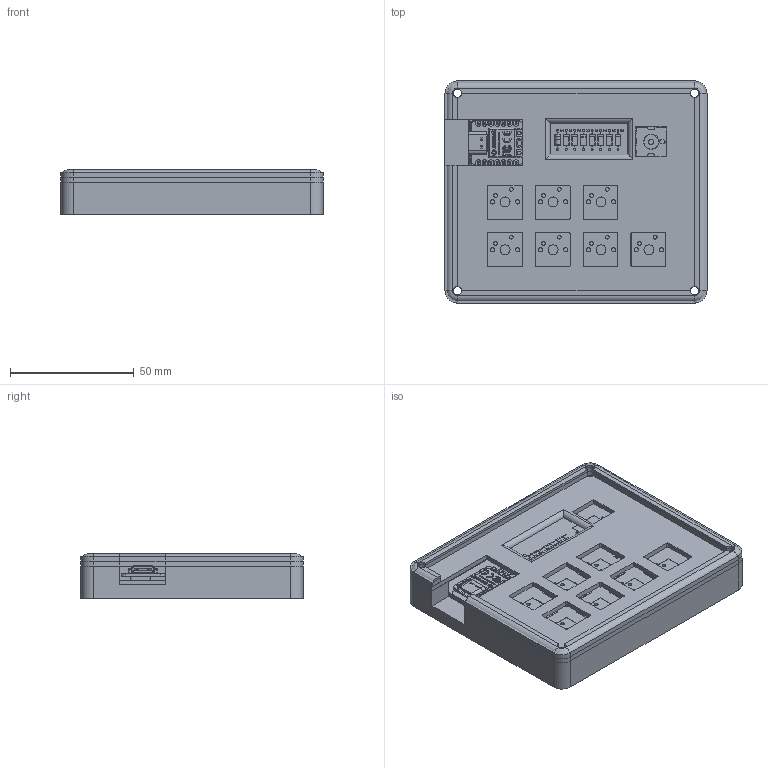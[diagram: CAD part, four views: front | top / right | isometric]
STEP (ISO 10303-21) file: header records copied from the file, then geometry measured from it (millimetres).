
FILE_DESCRIPTION(/* description */ (''),/* implementation_level */ '2;1');
FILE_NAME(/* name */ '31dafb8a-58ea-4d68-bca1-6fcf43a42aad.stp',/* time_stamp */ '2026-01-29T18:37:58Z',/* author */ (''),/* organization */ (''),/* preprocessor_version */ 'ST-DEVELOPER v20.1',/* originating_system */ 'Autodesk Translation Framework v14.24.0.0',/* authorisation */ '');
FILE_SCHEMA (('AUTOMOTIVE_DESIGN { 1 0 10303 214 3 1 1 }'));
Products named in the file (21): 2026-01-27-19-23-03-227; 2026-01-27-15-27-34-169; schema_2 1; Seeed+Studio+XIAO+RP2040; main; type-c v2; smd_button v3; SK6805-2.4x2.7 v1; Shell; DOUT; DIN; VSS; VDD; smd_button v3(Mirror); COMPOUND; COMPOUND_1; D_DO-35_SOD27_P7.62mm_Horizontal; Schematic_PCB; Schematic_new 1; Schematic_silkscreen; top plate
Assembly tree (20 placements, depth 6):
  2026-01-27-19-23-03-227
    2026-01-27-15-27-34-169
    schema_2 1
      Seeed+Studio+XIAO+RP2040
        main
          type-c v2
          smd_button v3
          SK6805-2.4x2.7 v1
            Shell
            DOUT
            DIN
            VSS
            VDD
          smd_button v3(Mirror)
          COMPOUND
        COMPOUND_1
      D_DO-35_SOD27_P7.62mm_Horizontal
      Schematic_PCB
    Schematic_new 1
      Schematic_silkscreen
    top plate
Bounding box: 105.72 x 89.64 x 18 mm (x, y, z)
Volume: 90855 mm3; surface area: 68159.8 mm2
Topology: 90 solids, 178 shells, 1892 faces, 6352 edges, 4744 vertices
Faces by surface type: plane 1122, bspline 401, cylinder 337, torus 16, sphere 10, cone 6
Full cylindrical faces by diameter (mm): 0.4 x1, 0.5 x5, 0.8 x30, 0.889 x14, 1 x5, 1.5 x16, 1.7 x14, 2 x3, 2.02 x1, 2.1 x1, 3.4 x8, 4 x7, 6 x4
Entity records: 73972 total; most frequent: CARTESIAN_POINT 19103, ORIENTED_EDGE 11042, DIRECTION 9758, EDGE_CURVE 6344, VERTEX_POINT 4744, LINE 4434, VECTOR 4434, AXIS2_PLACEMENT_3D 2662
